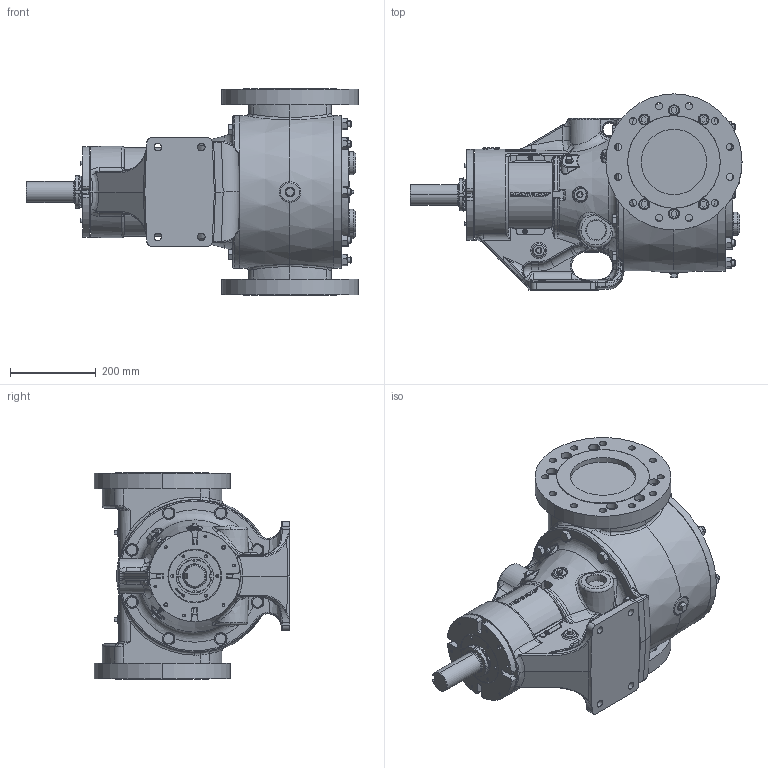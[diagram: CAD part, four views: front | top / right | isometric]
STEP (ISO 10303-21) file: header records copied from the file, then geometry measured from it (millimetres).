
FILE_DESCRIPTION (( 'STEP AP214' ), '1' );
FILE_NAME ('QV-2232.STEP', '2024-04-17T13:51:34', ( '' ), ( '' ), 'SwSTEP 2.0', 'SolidWorks 2022', '' );
FILE_SCHEMA (( 'AUTOMOTIVE_DESIGN' ));
Length unit declared in the file: inch
Products named in the file (1): QV-2232
Bounding box: 774.6 x 457.2 x 482.6 mm (x, y, z)
Volume: 50325385 mm3; surface area: 1619520.5 mm2
Topology: 1 solids, 1 shells, 3960 faces, 10185 edges, 6440 vertices
Faces by surface type: plane 1377, bspline 1313, cylinder 678, cone 471, torus 87, sphere 34
Entity records: 216256 total; most frequent: CARTESIAN_POINT 94430, ORIENTED_EDGE 20200, DIRECTION 14127, EDGE_CURVE 10100, VERTEX_POINT 6437, AXIS2_PLACEMENT_3D 4815, VECTOR 4497, LINE 4497
